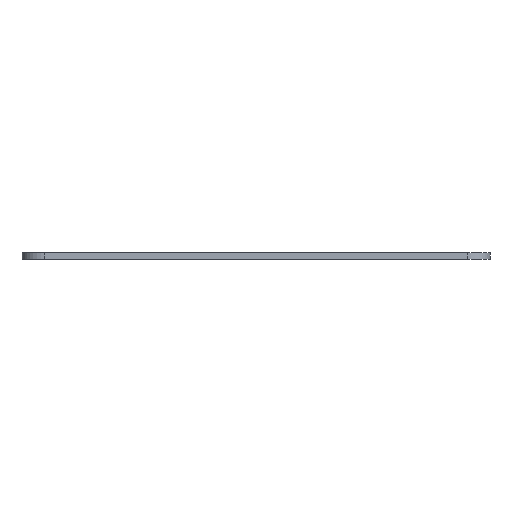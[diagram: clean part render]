
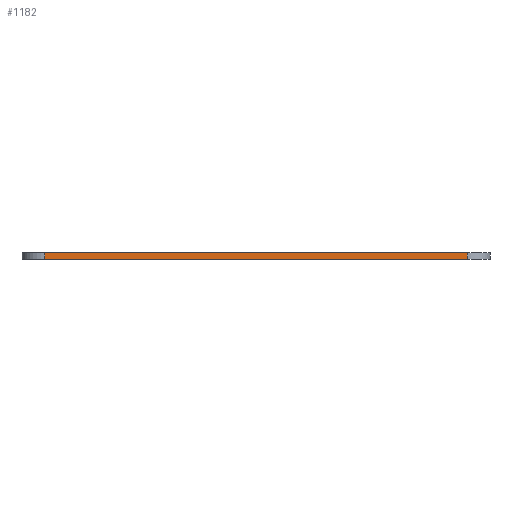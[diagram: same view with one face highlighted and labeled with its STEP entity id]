
A CAD part, left-side view. The second image highlights one B-rep face of the part: STEP entity #1182.
In plain terms, the highlighted planar face has unit normal (-1, 0, 0).
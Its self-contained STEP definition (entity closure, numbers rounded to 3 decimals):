
#43=PLANE('',#1256);
#94=FACE_OUTER_BOUND('',#152,.T.);
#152=EDGE_LOOP('',(#841,#842,#843,#844));
#238=LINE('',#1638,#390);
#239=LINE('',#1641,#391);
#240=LINE('',#1643,#392);
#241=LINE('',#1644,#393);
#390=VECTOR('',#1336,10.);
#391=VECTOR('',#1339,10.);
#392=VECTOR('',#1340,10.);
#393=VECTOR('',#1341,10.);
#557=VERTEX_POINT('',#1631);
#560=VERTEX_POINT('',#1636);
#561=VERTEX_POINT('',#1640);
#562=VERTEX_POINT('',#1642);
#672=EDGE_CURVE('',#560,#557,#238,.T.);
#673=EDGE_CURVE('',#561,#560,#239,.T.);
#674=EDGE_CURVE('',#562,#561,#240,.T.);
#675=EDGE_CURVE('',#557,#562,#241,.T.);
#841=ORIENTED_EDGE('',*,*,#672,.F.);
#842=ORIENTED_EDGE('',*,*,#673,.F.);
#843=ORIENTED_EDGE('',*,*,#674,.F.);
#844=ORIENTED_EDGE('',*,*,#675,.F.);
#1182=ADVANCED_FACE('',(#94),#43,.T.);
#1256=AXIS2_PLACEMENT_3D('',#1639,#1337,#1338);
#1336=DIRECTION('',(0.,0.,1.));
#1337=DIRECTION('center_axis',(-1.,0.,0.));
#1338=DIRECTION('ref_axis',(0.,-1.,0.));
#1339=DIRECTION('',(0.,1.,0.));
#1340=DIRECTION('',(0.,0.,-1.));
#1341=DIRECTION('',(0.,-1.,0.));
#1631=CARTESIAN_POINT('',(-104.146,44.974,14.5));
#1636=CARTESIAN_POINT('',(-104.146,44.974,13.));
#1638=CARTESIAN_POINT('',(-104.146,44.974,13.));
#1639=CARTESIAN_POINT('Origin',(-104.146,49.974,13.));
#1640=CARTESIAN_POINT('',(-104.146,-48.026,13.));
#1641=CARTESIAN_POINT('',(-104.146,-53.026,13.));
#1642=CARTESIAN_POINT('',(-104.146,-48.026,14.5));
#1643=CARTESIAN_POINT('',(-104.146,-48.026,13.));
#1644=CARTESIAN_POINT('',(-104.146,-39.026,14.5));
